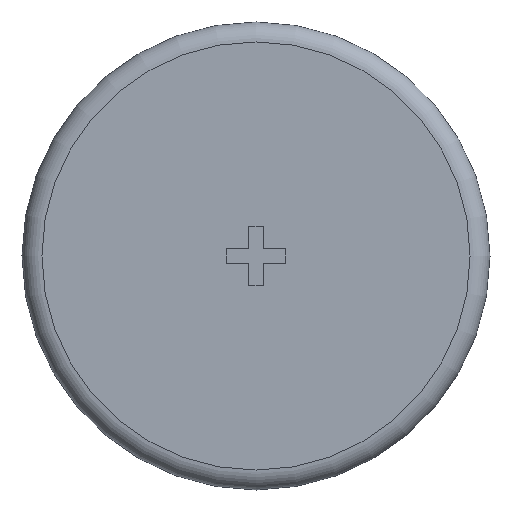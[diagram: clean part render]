
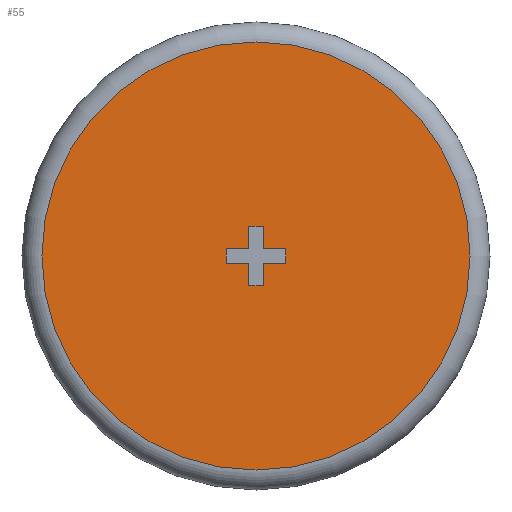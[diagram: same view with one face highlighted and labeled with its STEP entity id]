
A CAD part, front view. The second image highlights one B-rep face of the part: STEP entity #55.
In plain terms, the highlighted planar face has unit normal (0, -1, 0).
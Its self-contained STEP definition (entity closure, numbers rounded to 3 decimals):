
#55 = ADVANCED_FACE( '', ( #129, #130 ), #131, .F. );
#129 = FACE_BOUND( '', #224, .T. );
#130 = FACE_OUTER_BOUND( '', #225, .T. );
#131 = PLANE( '', #226 );
#224 = EDGE_LOOP( '', ( #320, #321, #322, #323, #324, #325, #326, #327, #328, #329, #330, #331 ) );
#225 = EDGE_LOOP( '', ( #332 ) );
#226 = AXIS2_PLACEMENT_3D( '', #333, #334, #335 );
#320 = ORIENTED_EDGE( '', *, *, #542, .T. );
#321 = ORIENTED_EDGE( '', *, *, #543, .F. );
#322 = ORIENTED_EDGE( '', *, *, #544, .T. );
#323 = ORIENTED_EDGE( '', *, *, #545, .T. );
#324 = ORIENTED_EDGE( '', *, *, #546, .T. );
#325 = ORIENTED_EDGE( '', *, *, #534, .T. );
#326 = ORIENTED_EDGE( '', *, *, #547, .T. );
#327 = ORIENTED_EDGE( '', *, *, #548, .T. );
#328 = ORIENTED_EDGE( '', *, *, #549, .T. );
#329 = ORIENTED_EDGE( '', *, *, #550, .T. );
#330 = ORIENTED_EDGE( '', *, *, #551, .T. );
#331 = ORIENTED_EDGE( '', *, *, #552, .T. );
#332 = ORIENTED_EDGE( '', *, *, #553, .T. );
#333 = CARTESIAN_POINT( '', ( 21.5, 0., 0. ) );
#334 = DIRECTION( '', ( 0., 1., 0. ) );
#335 = DIRECTION( '', ( 0., 0., 1. ) );
#534 = EDGE_CURVE( '', #621, #622, #623, .T. );
#542 = EDGE_CURVE( '', #635, #636, #637, .T. );
#543 = EDGE_CURVE( '', #638, #636, #639, .T. );
#544 = EDGE_CURVE( '', #638, #640, #641, .T. );
#545 = EDGE_CURVE( '', #640, #642, #643, .T. );
#546 = EDGE_CURVE( '', #642, #621, #644, .T. );
#547 = EDGE_CURVE( '', #622, #645, #646, .T. );
#548 = EDGE_CURVE( '', #645, #647, #648, .T. );
#549 = EDGE_CURVE( '', #647, #649, #650, .T. );
#550 = EDGE_CURVE( '', #649, #651, #652, .T. );
#551 = EDGE_CURVE( '', #651, #653, #654, .T. );
#552 = EDGE_CURVE( '', #653, #635, #655, .T. );
#553 = EDGE_CURVE( '', #656, #656, #657, .T. );
#621 = VERTEX_POINT( '', #750 );
#622 = VERTEX_POINT( '', #751 );
#623 = LINE( '', #752, #753 );
#635 = VERTEX_POINT( '', #768 );
#636 = VERTEX_POINT( '', #769 );
#637 = LINE( '', #770, #771 );
#638 = VERTEX_POINT( '', #772 );
#639 = LINE( '', #773, #774 );
#640 = VERTEX_POINT( '', #775 );
#641 = LINE( '', #776, #777 );
#642 = VERTEX_POINT( '', #778 );
#643 = LINE( '', #779, #780 );
#644 = LINE( '', #781, #782 );
#645 = VERTEX_POINT( '', #783 );
#646 = LINE( '', #784, #785 );
#647 = VERTEX_POINT( '', #786 );
#648 = LINE( '', #787, #788 );
#649 = VERTEX_POINT( '', #789 );
#650 = LINE( '', #790, #791 );
#651 = VERTEX_POINT( '', #792 );
#652 = LINE( '', #793, #794 );
#653 = VERTEX_POINT( '', #795 );
#654 = LINE( '', #796, #797 );
#655 = LINE( '', #798, #799 );
#656 = VERTEX_POINT( '', #800 );
#657 = CIRCLE( '', #801, 21.5 );
#750 = CARTESIAN_POINT( '', ( -0.75, 0., -3. ) );
#751 = CARTESIAN_POINT( '', ( -0.75, 0., -0.75 ) );
#752 = CARTESIAN_POINT( '', ( -0.75, 0., -3. ) );
#753 = VECTOR( '', #932, 1000. );
#768 = CARTESIAN_POINT( '', ( 0.75, 0., 0.75 ) );
#769 = CARTESIAN_POINT( '', ( 3., 0., 0.75 ) );
#770 = CARTESIAN_POINT( '', ( 0.75, 0., 0.75 ) );
#771 = VECTOR( '', #942, 1000. );
#772 = CARTESIAN_POINT( '', ( 3., 0., -0.75 ) );
#773 = CARTESIAN_POINT( '', ( 3., 0., 0. ) );
#774 = VECTOR( '', #943, 1000. );
#775 = CARTESIAN_POINT( '', ( 0.75, 0., -0.75 ) );
#776 = CARTESIAN_POINT( '', ( 3., 0., -0.75 ) );
#777 = VECTOR( '', #944, 1000. );
#778 = CARTESIAN_POINT( '', ( 0.75, 0., -3. ) );
#779 = CARTESIAN_POINT( '', ( 0.75, 0., -0.75 ) );
#780 = VECTOR( '', #945, 1000. );
#781 = CARTESIAN_POINT( '', ( 0.75, 0., -3. ) );
#782 = VECTOR( '', #946, 1000. );
#783 = CARTESIAN_POINT( '', ( -3., 0., -0.75 ) );
#784 = CARTESIAN_POINT( '', ( -0.75, 0., -0.75 ) );
#785 = VECTOR( '', #947, 1000. );
#786 = CARTESIAN_POINT( '', ( -3., 0., 0.75 ) );
#787 = CARTESIAN_POINT( '', ( -3., 0., -0.75 ) );
#788 = VECTOR( '', #948, 1000. );
#789 = CARTESIAN_POINT( '', ( -0.75, 0., 0.75 ) );
#790 = CARTESIAN_POINT( '', ( -3., 0., 0.75 ) );
#791 = VECTOR( '', #949, 1000. );
#792 = CARTESIAN_POINT( '', ( -0.75, 0., 3. ) );
#793 = CARTESIAN_POINT( '', ( -0.75, 0., 0.75 ) );
#794 = VECTOR( '', #950, 1000. );
#795 = CARTESIAN_POINT( '', ( 0.75, 0., 3. ) );
#796 = CARTESIAN_POINT( '', ( -0.75, 0., 3. ) );
#797 = VECTOR( '', #951, 1000. );
#798 = CARTESIAN_POINT( '', ( 0.75, 0., 3. ) );
#799 = VECTOR( '', #952, 1000. );
#800 = CARTESIAN_POINT( '', ( 0., 0., -21.5 ) );
#801 = AXIS2_PLACEMENT_3D( '', #953, #954, #955 );
#932 = DIRECTION( '', ( 0., 0., 1. ) );
#942 = DIRECTION( '', ( 1., 0., 0. ) );
#943 = DIRECTION( '', ( 0., 0., 1. ) );
#944 = DIRECTION( '', ( -1., 0., 0. ) );
#945 = DIRECTION( '', ( 0., 0., -1. ) );
#946 = DIRECTION( '', ( -1., 0., 0. ) );
#947 = DIRECTION( '', ( -1., 0., 0. ) );
#948 = DIRECTION( '', ( 0., 0., 1. ) );
#949 = DIRECTION( '', ( 1., 0., 0. ) );
#950 = DIRECTION( '', ( 0., 0., 1. ) );
#951 = DIRECTION( '', ( 1., 0., 0. ) );
#952 = DIRECTION( '', ( 0., 0., -1. ) );
#953 = CARTESIAN_POINT( '', ( 0., 0., 0. ) );
#954 = DIRECTION( '', ( 0., -1., 0. ) );
#955 = DIRECTION( '', ( 0., 0., -1. ) );
